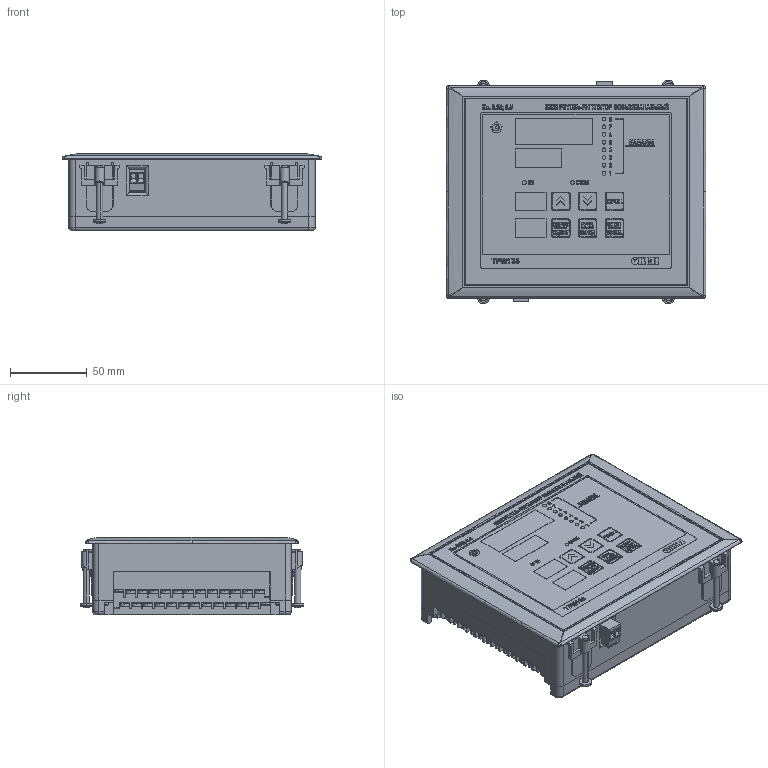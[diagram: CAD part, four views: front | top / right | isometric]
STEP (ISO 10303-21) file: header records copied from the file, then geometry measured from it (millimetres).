
FILE_DESCRIPTION (( 'STEP AP214' ), '1' );
FILE_NAME ('3D Ìîäåëü ÒÐÌ138-Ù7.STEP', '2015-07-13T08:56:58', ( '' ), ( '' ), 'SwSTEP 2.0', 'SolidWorks 2014', '' );
FILE_SCHEMA (( 'AUTOMOTIVE_DESIGN' ));
Length unit declared in the file: millimetre
Products named in the file (12): 3D Ìîäåëü ÒÐÌ138-Ù7; Íàêëåéêà ýñêèç; mstb_2.5-hc-2-st; Ðîçåòêà MX 24; Ðîçåòêà ÌÕ - âèíò êðåïåæ; Ðîçåòêà ÌÕ - 20 âèíò-Ëèíåéíûé ìàññèâ; Ðàìêà êëåììíàÿ; 妈眚 󊅛5_B18.6.7M - M4 x 0.7 x 40 Type I Cross Recessed PHMS --40N; 栺闀闉 睯艜鍒鍣 1; Êðîìêà Ù7; Êîðïóñ Ù75; Êîðïóñ Ù7_1
Assembly tree (47 placements, depth 3):
  3D Ìîäåëü ÒÐÌ138-Ù7
    Êîðïóñ Ù7_1
    Êîðïóñ Ù75
    Êðîìêà Ù7
    栺闀闉 睯艜鍒鍣 1  x4
    妈眚 󊅛5_B18.6.7M - M4 x 0.7 x 40 Type I Cross Recessed PHMS --40N  x4
    Ðîçåòêà MX 24  x2
      Ðàìêà êëåììíàÿ
      Ðîçåòêà ÌÕ - 20 âèíò-Ëèíåéíûé ìàññèâ
      Ðîçåòêà ÌÕ - âèíò êðåïåæ
    Ðîçåòêà ÌÕ - âèíò êðåïåæ  x4
    mstb_2.5-hc-2-st  x2
    Íàêëåéêà ýñêèç
Bounding box: 169 x 145.4 x 50.7 mm (x, y, z)
Volume: 391187.9 mm3; surface area: 269142.9 mm2
Topology: 223 solids, 223 shells, 4440 faces, 11338 edges, 7440 vertices
Faces by surface type: plane 3079, cylinder 730, bspline 627, torus 4
Entity records: 110516 total; most frequent: CARTESIAN_POINT 41541, ORIENTED_EDGE 13110, DIRECTION 10267, EDGE_CURVE 6555, LINE 4927, VECTOR 4927, VERTEX_POINT 4346, EDGE_LOOP 2709
